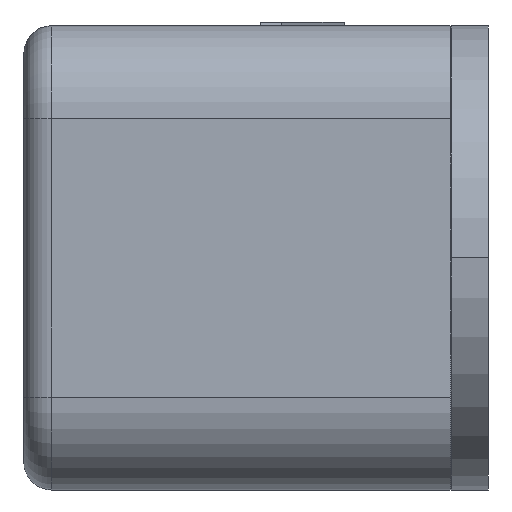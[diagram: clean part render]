
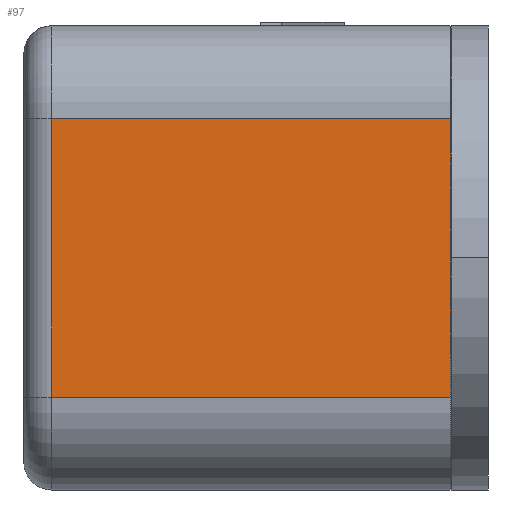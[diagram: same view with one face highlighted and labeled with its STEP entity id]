
A CAD part, left-side view. The second image highlights one B-rep face of the part: STEP entity #97.
In plain terms, the highlighted planar face has unit normal (-1, 0, 0).
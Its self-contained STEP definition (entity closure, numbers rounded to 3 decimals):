
#97 = ADVANCED_FACE( '', ( #430 ), #431, .T. );
#430 = FACE_OUTER_BOUND( '', #1016, .T. );
#431 = PLANE( '', #1017 );
#1016 = EDGE_LOOP( '', ( #1897, #1898, #1899, #1900 ) );
#1017 = AXIS2_PLACEMENT_3D( '', #1901, #1902, #1903 );
#1897 = ORIENTED_EDGE( '', *, *, #4006, .T. );
#1898 = ORIENTED_EDGE( '', *, *, #3966, .T. );
#1899 = ORIENTED_EDGE( '', *, *, #4007, .T. );
#1900 = ORIENTED_EDGE( '', *, *, #4008, .T. );
#1901 = CARTESIAN_POINT( '', ( -21., 25., -12.5 ) );
#1902 = DIRECTION( '', ( -1., 0., 0. ) );
#1903 = DIRECTION( '', ( 0., 1., 0. ) );
#3966 = EDGE_CURVE( '', #4879, #4884, #4886, .F. );
#4006 = EDGE_CURVE( '', #4955, #4879, #4956, .F. );
#4007 = EDGE_CURVE( '', #4884, #4957, #4958, .T. );
#4008 = EDGE_CURVE( '', #4957, #4955, #4959, .T. );
#4879 = VERTEX_POINT( '', #6243 );
#4884 = VERTEX_POINT( '', #6249 );
#4886 = LINE( '', #6251, #6252 );
#4955 = VERTEX_POINT( '', #6349 );
#4956 = LINE( '', #6350, #6351 );
#4957 = VERTEX_POINT( '', #6352 );
#4958 = LINE( '', #6353, #6354 );
#4959 = LINE( '', #6355, #6356 );
#6243 = CARTESIAN_POINT( '', ( -21., 23.5, 7.5 ) );
#6249 = CARTESIAN_POINT( '', ( -21., 23.5, -7.5 ) );
#6251 = CARTESIAN_POINT( '', ( -21., 23.5, -12.5 ) );
#6252 = VECTOR( '', #7538, 1000. );
#6349 = CARTESIAN_POINT( '', ( -21., 2., 7.5 ) );
#6350 = CARTESIAN_POINT( '', ( -21., 25., 7.5 ) );
#6351 = VECTOR( '', #7600, 1000. );
#6352 = CARTESIAN_POINT( '', ( -21., 2., -7.5 ) );
#6353 = CARTESIAN_POINT( '', ( -21., 25., -7.5 ) );
#6354 = VECTOR( '', #7601, 1000. );
#6355 = CARTESIAN_POINT( '', ( -21., 2., -12.5 ) );
#6356 = VECTOR( '', #7602, 1000. );
#7538 = DIRECTION( '', ( 0., 0., 1. ) );
#7600 = DIRECTION( '', ( 0., -1., 0. ) );
#7601 = DIRECTION( '', ( 0., -1., 0. ) );
#7602 = DIRECTION( '', ( 0., 0., 1. ) );
